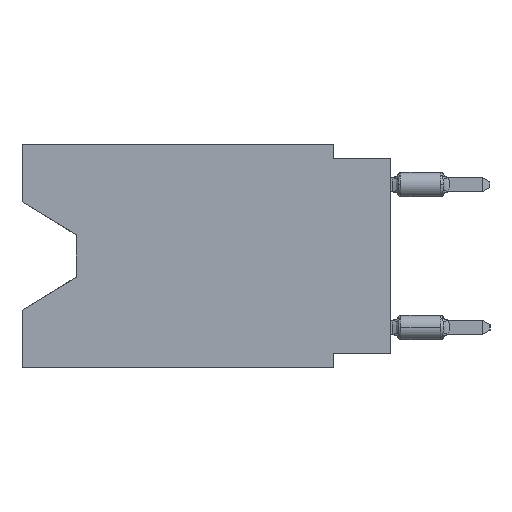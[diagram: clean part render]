
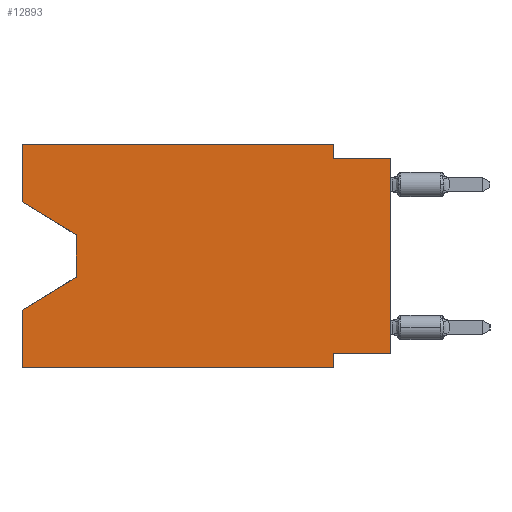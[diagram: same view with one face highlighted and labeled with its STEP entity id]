
A CAD part, left-side view. The second image highlights one B-rep face of the part: STEP entity #12893.
In plain terms, the highlighted planar face has unit normal (-1, 0, 0).
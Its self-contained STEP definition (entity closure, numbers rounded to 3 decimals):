
#259 = CARTESIAN_POINT ( 'NONE',  ( 0., 0., -9.271 ) ) ;
#266 = CARTESIAN_POINT ( 'NONE',  ( 0., 16.383, -2.546 ) ) ;
#575 = VERTEX_POINT ( 'NONE', #32211 ) ;
#842 = LINE ( 'NONE', #8405, #18261 ) ;
#936 = ORIENTED_EDGE ( 'NONE', *, *, #22030, .T. ) ;
#1027 = ORIENTED_EDGE ( 'NONE', *, *, #5849, .F. ) ;
#1281 = EDGE_CURVE ( 'NONE', #35264, #6953, #24353, .T. ) ;
#1313 = VERTEX_POINT ( 'NONE', #31880 ) ;
#2169 = ORIENTED_EDGE ( 'NONE', *, *, #9447, .T. ) ;
#3233 = ORIENTED_EDGE ( 'NONE', *, *, #3348, .T. ) ;
#3348 = EDGE_CURVE ( 'NONE', #1313, #20819, #842, .T. ) ;
#4238 = VECTOR ( 'NONE', #17290, 1000. ) ;
#4343 = LINE ( 'NONE', #18737, #36719 ) ;
#4394 = VERTEX_POINT ( 'NONE', #43663 ) ;
#5557 = DIRECTION ( 'NONE',  ( 0., -0.855, -0.519 ) ) ;
#5703 = EDGE_CURVE ( 'NONE', #575, #39009, #7897, .T. ) ;
#5849 = EDGE_CURVE ( 'NONE', #6953, #4394, #16617, .T. ) ;
#6228 = ORIENTED_EDGE ( 'NONE', *, *, #41586, .T. ) ;
#6419 = DIRECTION ( 'NONE',  ( 0., -1., 0. ) ) ;
#6431 = CARTESIAN_POINT ( 'NONE',  ( 0., 16.383, 0. ) ) ;
#6953 = VERTEX_POINT ( 'NONE', #43963 ) ;
#7162 = LINE ( 'NONE', #14720, #43200 ) ;
#7875 = ORIENTED_EDGE ( 'NONE', *, *, #5703, .F. ) ;
#7897 = LINE ( 'NONE', #19200, #25211 ) ;
#8405 = CARTESIAN_POINT ( 'NONE',  ( 0., 13.97, -5.893 ) ) ;
#8626 = CARTESIAN_POINT ( 'NONE',  ( 0., 16.383, -9.906 ) ) ;
#9447 = EDGE_CURVE ( 'NONE', #35264, #20702, #41172, .T. ) ;
#9953 = VECTOR ( 'NONE', #17161, 1000. ) ;
#12070 = CARTESIAN_POINT ( 'NONE',  ( 0., 2.54, -9.906 ) ) ;
#12137 = VERTEX_POINT ( 'NONE', #33212 ) ;
#12299 = FACE_OUTER_BOUND ( 'NONE', #35649, .T. ) ;
#12893 = ADVANCED_FACE ( 'NONE', ( #12299 ), #23123, .F. ) ;
#13676 = VECTOR ( 'NONE', #6419, 1000. ) ;
#14349 = VECTOR ( 'NONE', #16914, 1000. ) ;
#14720 = CARTESIAN_POINT ( 'NONE',  ( 0., 16.383, -9.906 ) ) ;
#15284 = EDGE_CURVE ( 'NONE', #30309, #18251, #17079, .T. ) ;
#15710 = DIRECTION ( 'NONE',  ( 0., 0.855, -0.519 ) ) ;
#16617 = LINE ( 'NONE', #27426, #23701 ) ;
#16631 = DIRECTION ( 'NONE',  ( 0., 0., 1. ) ) ;
#16914 = DIRECTION ( 'NONE',  ( 0., 1., 0. ) ) ;
#17079 = LINE ( 'NONE', #27673, #28549 ) ;
#17161 = DIRECTION ( 'NONE',  ( 0., 0., -1. ) ) ;
#17290 = DIRECTION ( 'NONE',  ( 0., 0., 1. ) ) ;
#18251 = VERTEX_POINT ( 'NONE', #25939 ) ;
#18261 = VECTOR ( 'NONE', #15710, 1000. ) ;
#18737 = CARTESIAN_POINT ( 'NONE',  ( 0., 13.97, -4.013 ) ) ;
#19200 = CARTESIAN_POINT ( 'NONE',  ( 0., 2.54, -9.906 ) ) ;
#20702 = VERTEX_POINT ( 'NONE', #23910 ) ;
#20819 = VERTEX_POINT ( 'NONE', #43923 ) ;
#22010 = DIRECTION ( 'NONE',  ( 0., -1., 0. ) ) ;
#22030 = EDGE_CURVE ( 'NONE', #28231, #39009, #7162, .T. ) ;
#23123 = PLANE ( 'NONE',  #28448 ) ;
#23701 = VECTOR ( 'NONE', #23888, 1000. ) ;
#23888 = DIRECTION ( 'NONE',  ( 0., -1., 0. ) ) ;
#23910 = CARTESIAN_POINT ( 'NONE',  ( 0., 13.97, -4.013 ) ) ;
#24353 = LINE ( 'NONE', #6431, #4238 ) ;
#25211 = VECTOR ( 'NONE', #33577, 1000. ) ;
#25426 = EDGE_CURVE ( 'NONE', #12137, #18251, #27874, .T. ) ;
#25904 = LINE ( 'NONE', #39599, #42052 ) ;
#25939 = CARTESIAN_POINT ( 'NONE',  ( 0., 0., -0.635 ) ) ;
#26119 = EDGE_CURVE ( 'NONE', #4394, #12137, #45913, .T. ) ;
#27426 = CARTESIAN_POINT ( 'NONE',  ( 0., 16.383, 0. ) ) ;
#27451 = VECTOR ( 'NONE', #5557, 1000. ) ;
#27673 = CARTESIAN_POINT ( 'NONE',  ( 0., 0., 0. ) ) ;
#27874 = LINE ( 'NONE', #42269, #13676 ) ;
#28231 = VERTEX_POINT ( 'NONE', #8626 ) ;
#28411 = ORIENTED_EDGE ( 'NONE', *, *, #35609, .F. ) ;
#28448 = AXIS2_PLACEMENT_3D ( 'NONE', #44352, #44811, #45050 ) ;
#28549 = VECTOR ( 'NONE', #16631, 1000. ) ;
#29149 = ORIENTED_EDGE ( 'NONE', *, *, #26119, .F. ) ;
#30309 = VERTEX_POINT ( 'NONE', #259 ) ;
#31880 = CARTESIAN_POINT ( 'NONE',  ( 0., 13.97, -5.893 ) ) ;
#32211 = CARTESIAN_POINT ( 'NONE',  ( 0., 2.54, -9.271 ) ) ;
#32787 = EDGE_CURVE ( 'NONE', #30309, #575, #38593, .T. ) ;
#33122 = DIRECTION ( 'NONE',  ( 0., 0., -1. ) ) ;
#33212 = CARTESIAN_POINT ( 'NONE',  ( 0., 2.54, -0.635 ) ) ;
#33577 = DIRECTION ( 'NONE',  ( 0., 0., -1. ) ) ;
#34094 = CARTESIAN_POINT ( 'NONE',  ( 0., 16.383, -2.546 ) ) ;
#34840 = CARTESIAN_POINT ( 'NONE',  ( 0., 2.54, 0. ) ) ;
#35264 = VERTEX_POINT ( 'NONE', #266 ) ;
#35386 = ORIENTED_EDGE ( 'NONE', *, *, #15284, .T. ) ;
#35609 = EDGE_CURVE ( 'NONE', #28231, #20819, #25904, .T. ) ;
#35649 = EDGE_LOOP ( 'NONE', ( #2169, #6228, #3233, #28411, #936, #7875, #43384, #35386, #41043, #29149, #1027, #42751 ) ) ;
#35824 = DIRECTION ( 'NONE',  ( 0., 0., 1. ) ) ;
#36719 = VECTOR ( 'NONE', #33122, 1000. ) ;
#38593 = LINE ( 'NONE', #45434, #14349 ) ;
#39009 = VERTEX_POINT ( 'NONE', #12070 ) ;
#39599 = CARTESIAN_POINT ( 'NONE',  ( 0., 16.383, 0. ) ) ;
#41043 = ORIENTED_EDGE ( 'NONE', *, *, #25426, .F. ) ;
#41172 = LINE ( 'NONE', #34094, #27451 ) ;
#41586 = EDGE_CURVE ( 'NONE', #20702, #1313, #4343, .T. ) ;
#42052 = VECTOR ( 'NONE', #35824, 1000. ) ;
#42269 = CARTESIAN_POINT ( 'NONE',  ( 0., 0., -0.635 ) ) ;
#42751 = ORIENTED_EDGE ( 'NONE', *, *, #1281, .F. ) ;
#43200 = VECTOR ( 'NONE', #22010, 1000. ) ;
#43384 = ORIENTED_EDGE ( 'NONE', *, *, #32787, .F. ) ;
#43663 = CARTESIAN_POINT ( 'NONE',  ( 0., 2.54, 0. ) ) ;
#43923 = CARTESIAN_POINT ( 'NONE',  ( 0., 16.383, -7.36 ) ) ;
#43963 = CARTESIAN_POINT ( 'NONE',  ( 0., 16.383, 0. ) ) ;
#44352 = CARTESIAN_POINT ( 'NONE',  ( 0., 16.383, 0. ) ) ;
#44811 = DIRECTION ( 'NONE',  ( 1., 0., 0. ) ) ;
#45050 = DIRECTION ( 'NONE',  ( 0., 0., -1. ) ) ;
#45434 = CARTESIAN_POINT ( 'NONE',  ( 0., 0., -9.271 ) ) ;
#45913 = LINE ( 'NONE', #34840, #9953 ) ;
